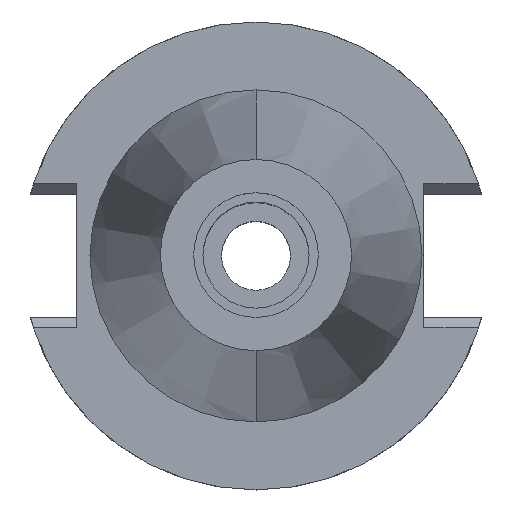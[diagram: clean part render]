
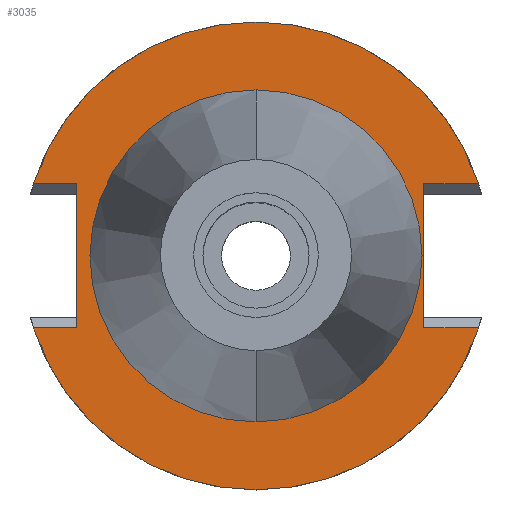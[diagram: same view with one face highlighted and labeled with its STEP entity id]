
A CAD part, top view. The second image highlights one B-rep face of the part: STEP entity #3035.
In plain terms, the highlighted planar face has unit normal (0, 0, 1).
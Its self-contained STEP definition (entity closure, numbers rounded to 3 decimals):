
#94=DIRECTION('',(0.,-1.,0.));
#95=VECTOR('',#94,30.31);
#96=CARTESIAN_POINT('',(35.27,15.155,-1.5));
#97=LINE('',#96,#95);
#101=DIRECTION('',(1.,0.,0.));
#102=VECTOR('',#101,11.551);
#103=CARTESIAN_POINT('',(35.27,-15.155,-1.5));
#104=LINE('',#103,#102);
#108=CARTESIAN_POINT('',(0.,0.,-1.5));
#109=DIRECTION('',(0.,0.,-1.));
#110=DIRECTION('',(0.951,-0.308,0.));
#111=AXIS2_PLACEMENT_3D('',#108,#109,#110);
#116=CARTESIAN_POINT('',(0.,0.,-1.5));
#117=DIRECTION('',(0.,0.,-1.));
#118=DIRECTION('',(0.,-1.,0.));
#119=AXIS2_PLACEMENT_3D('',#116,#117,#118);
#124=DIRECTION('',(0.,1.,0.));
#125=VECTOR('',#124,30.31);
#126=CARTESIAN_POINT('',(-37.68,-15.155,-1.5));
#127=LINE('',#126,#125);
#131=DIRECTION('',(-1.,0.,0.));
#132=VECTOR('',#131,9.141);
#133=CARTESIAN_POINT('',(-37.68,15.155,-1.5));
#134=LINE('',#133,#132);
#138=CARTESIAN_POINT('',(0.,0.,-1.5));
#139=DIRECTION('',(0.,0.,-1.));
#140=DIRECTION('',(-0.951,0.308,0.));
#141=AXIS2_PLACEMENT_3D('',#138,#139,#140);
#146=CARTESIAN_POINT('',(0.,0.,-1.5));
#147=DIRECTION('',(0.,0.,-1.));
#148=DIRECTION('',(0.,1.,0.));
#149=AXIS2_PLACEMENT_3D('',#146,#147,#148);
#154=CARTESIAN_POINT('',(0.,0.,-1.5));
#155=DIRECTION('',(0.,0.,1.));
#156=DIRECTION('',(0.,-1.,0.));
#157=AXIS2_PLACEMENT_3D('',#154,#155,#156);
#162=CARTESIAN_POINT('',(0.,0.,-1.5));
#163=DIRECTION('',(0.,0.,1.));
#164=DIRECTION('',(0.,1.,0.));
#165=AXIS2_PLACEMENT_3D('',#162,#163,#164);
#281=DIRECTION('',(1.,0.,0.));
#282=VECTOR('',#281,11.551);
#283=CARTESIAN_POINT('',(35.27,15.155,-1.5));
#284=LINE('',#283,#282);
#298=CARTESIAN_POINT('',(46.821,15.155,-1.5));
#561=DIRECTION('',(-1.,0.,0.));
#562=VECTOR('',#561,9.141);
#563=CARTESIAN_POINT('',(-37.68,-15.155,-1.5));
#564=LINE('',#563,#562);
#575=CARTESIAN_POINT('',(46.821,-15.155,-1.5));
#600=CARTESIAN_POINT('',(-46.821,-15.155,-1.5));
#2782=CARTESIAN_POINT('',(35.27,-15.155,-1.5));
#2783=VERTEX_POINT('',#2782);
#2784=CARTESIAN_POINT('',(35.27,15.155,-1.5));
#2785=VERTEX_POINT('',#2784);
#2825=CARTESIAN_POINT('',(-37.68,15.155,-1.5));
#2826=VERTEX_POINT('',#2825);
#2827=CARTESIAN_POINT('',(-37.68,-15.155,-1.5));
#2828=VERTEX_POINT('',#2827);
#2871=VERTEX_POINT('',#575);
#2872=VERTEX_POINT('',#600);
#2873=CARTESIAN_POINT('',(0.,-49.213,-1.5));
#2874=VERTEX_POINT('',#2873);
#2877=VERTEX_POINT('',#298);
#2878=CARTESIAN_POINT('',(0.,49.213,-1.5));
#2879=VERTEX_POINT('',#2878);
#2880=CARTESIAN_POINT('',(-46.821,15.155,-1.5));
#2881=VERTEX_POINT('',#2880);
#2882=CARTESIAN_POINT('',(0.,-34.925,-1.5));
#2883=CARTESIAN_POINT('',(0.,34.925,-1.5));
#2884=VERTEX_POINT('',#2882);
#2885=VERTEX_POINT('',#2883);
#3004=CARTESIAN_POINT('',(0.,0.,-1.5));
#3005=DIRECTION('',(0.,0.,-1.));
#3006=DIRECTION('',(0.,-1.,0.));
#3007=AXIS2_PLACEMENT_3D('',#3004,#3005,#3006);
#3008=PLANE('',#3007);
#3010=ORIENTED_EDGE('',*,*,#3009,.T.);
#3012=ORIENTED_EDGE('',*,*,#3011,.T.);
#3014=ORIENTED_EDGE('',*,*,#3013,.T.);
#3016=ORIENTED_EDGE('',*,*,#3015,.T.);
#3018=ORIENTED_EDGE('',*,*,#3017,.F.);
#3020=ORIENTED_EDGE('',*,*,#3019,.T.);
#3022=ORIENTED_EDGE('',*,*,#3021,.T.);
#3024=ORIENTED_EDGE('',*,*,#3023,.T.);
#3026=ORIENTED_EDGE('',*,*,#3025,.T.);
#3028=ORIENTED_EDGE('',*,*,#3027,.F.);
#3029=EDGE_LOOP('',(#3010,#3012,#3014,#3016,#3018,#3020,#3022,#3024,#3026,
#3028));
#3030=FACE_OUTER_BOUND('',#3029,.F.);
#3031=ORIENTED_EDGE('',*,*,#2983,.T.);
#3032=ORIENTED_EDGE('',*,*,#2999,.T.);
#3033=EDGE_LOOP('',(#3031,#3032));
#3034=FACE_BOUND('',#3033,.F.);
#112=CIRCLE('',#111,49.213);
#120=CIRCLE('',#119,49.213);
#142=CIRCLE('',#141,49.213);
#150=CIRCLE('',#149,49.213);
#158=CIRCLE('',#157,34.925);
#166=CIRCLE('',#165,34.925);
#2983=EDGE_CURVE('',#2884,#2885,#158,.T.);
#2999=EDGE_CURVE('',#2885,#2884,#166,.T.);
#3009=EDGE_CURVE('',#2785,#2783,#97,.T.);
#3011=EDGE_CURVE('',#2783,#2871,#104,.T.);
#3013=EDGE_CURVE('',#2871,#2874,#112,.T.);
#3015=EDGE_CURVE('',#2874,#2872,#120,.T.);
#3017=EDGE_CURVE('',#2828,#2872,#564,.T.);
#3019=EDGE_CURVE('',#2828,#2826,#127,.T.);
#3021=EDGE_CURVE('',#2826,#2881,#134,.T.);
#3023=EDGE_CURVE('',#2881,#2879,#142,.T.);
#3025=EDGE_CURVE('',#2879,#2877,#150,.T.);
#3027=EDGE_CURVE('',#2785,#2877,#284,.T.);
#3035=ADVANCED_FACE('',(#3030,#3034),#3008,.F.);
